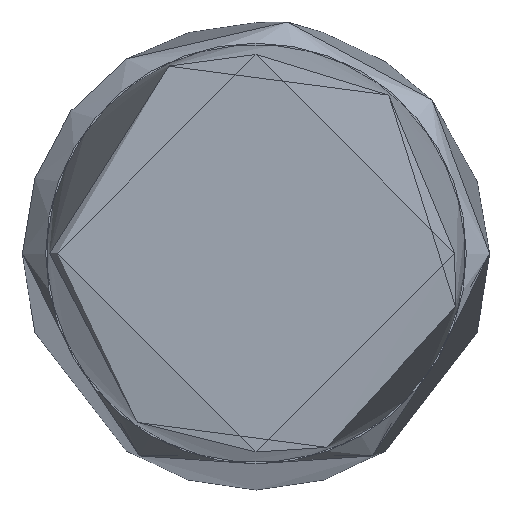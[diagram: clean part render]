
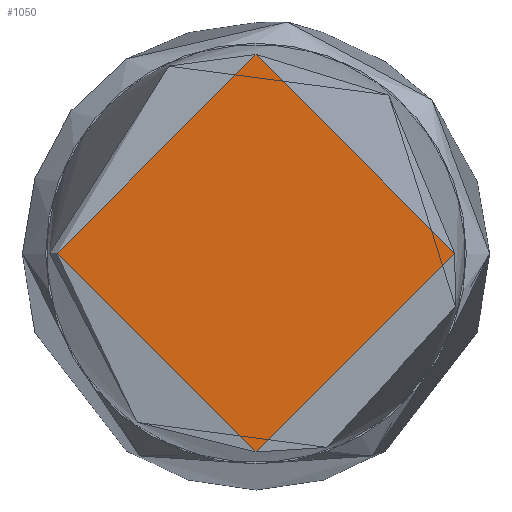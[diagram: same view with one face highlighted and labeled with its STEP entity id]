
A CAD part, top view. The second image highlights one B-rep face of the part: STEP entity #1050.
In plain terms, the highlighted planar face has unit normal (0, 0, 1).
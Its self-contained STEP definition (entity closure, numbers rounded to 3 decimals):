
#161=PLANE('',#1138);
#257=FACE_OUTER_BOUND('',#321,.T.);
#321=EDGE_LOOP('',(#760));
#391=CIRCLE('',#1139,5.103);
#451=VERTEX_POINT('',#1625);
#579=EDGE_CURVE('',#451,#451,#391,.T.);
#760=ORIENTED_EDGE('',*,*,#579,.F.);
#1050=ADVANCED_FACE('',(#257),#161,.F.);
#1138=AXIS2_PLACEMENT_3D('',#1624,#1274,#1275);
#1139=AXIS2_PLACEMENT_3D('',#1626,#1276,#1277);
#1274=DIRECTION('center_axis',(0.,0.,-1.));
#1275=DIRECTION('ref_axis',(-1.,0.,0.));
#1276=DIRECTION('center_axis',(0.,0.,-1.));
#1277=DIRECTION('ref_axis',(-1.,0.,0.));
#1624=CARTESIAN_POINT('Origin',(0.,0.,56.5));
#1625=CARTESIAN_POINT('',(-5.103,0.,56.5));
#1626=CARTESIAN_POINT('Origin',(0.,0.,56.5));
